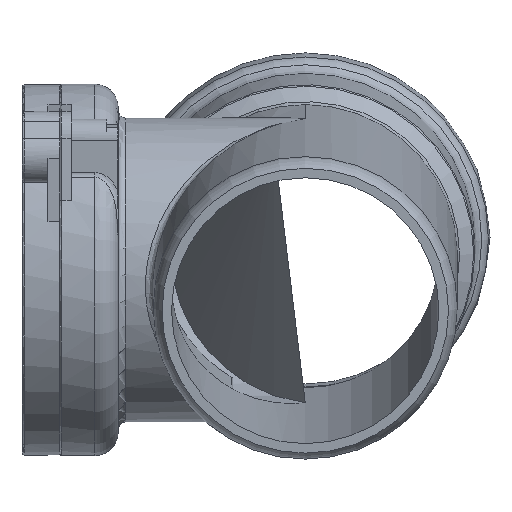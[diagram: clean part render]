
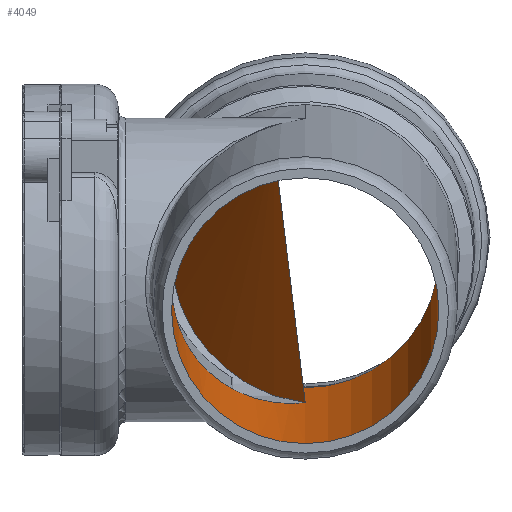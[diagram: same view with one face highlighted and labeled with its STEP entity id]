
A CAD part, front view. The second image highlights one B-rep face of the part: STEP entity #4049.
In plain terms, the highlighted cylindrical face has radius 34.3 mm (diameter 68.6 mm), a full revolution.
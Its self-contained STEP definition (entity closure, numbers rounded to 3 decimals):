
#95=ELLIPSE('',#4380,48.508,34.3);
#96=ELLIPSE('',#4381,48.508,34.3);
#213=CYLINDRICAL_SURFACE('',#4378,34.3);
#418=FACE_BOUND('',#818,.T.);
#419=FACE_BOUND('',#819,.T.);
#536=FACE_OUTER_BOUND('',#817,.T.);
#817=EDGE_LOOP('',(#3020));
#818=EDGE_LOOP('',(#3021,#3022));
#819=EDGE_LOOP('',(#3023));
#1509=CIRCLE('',#4376,34.3);
#1511=CIRCLE('',#4379,34.3);
#1803=VERTEX_POINT('',#6890);
#1805=VERTEX_POINT('',#6895);
#1806=VERTEX_POINT('',#6897);
#1807=VERTEX_POINT('',#6898);
#2259=EDGE_CURVE('',#1803,#1803,#1509,.T.);
#2261=EDGE_CURVE('',#1805,#1805,#1511,.T.);
#2262=EDGE_CURVE('',#1806,#1807,#95,.T.);
#2263=EDGE_CURVE('',#1807,#1806,#96,.T.);
#3020=ORIENTED_EDGE('',*,*,#2261,.F.);
#3021=ORIENTED_EDGE('',*,*,#2262,.F.);
#3022=ORIENTED_EDGE('',*,*,#2263,.F.);
#3023=ORIENTED_EDGE('',*,*,#2259,.F.);
#4049=ADVANCED_FACE('',(#536,#418,#419),#213,.F.);
#4376=AXIS2_PLACEMENT_3D('',#6891,#5072,#5073);
#4378=AXIS2_PLACEMENT_3D('',#6894,#5076,#5077);
#4379=AXIS2_PLACEMENT_3D('',#6896,#5078,#5079);
#4380=AXIS2_PLACEMENT_3D('',#6899,#5080,#5081);
#4381=AXIS2_PLACEMENT_3D('',#6900,#5082,#5083);
#5072=DIRECTION('center_axis',(0.,-1.,0.));
#5073=DIRECTION('ref_axis',(0.,0.,1.));
#5076=DIRECTION('center_axis',(0.,1.,0.));
#5077=DIRECTION('ref_axis',(1.,0.,0.));
#5078=DIRECTION('center_axis',(0.,1.,0.));
#5079=DIRECTION('ref_axis',(1.,0.,0.));
#5080=DIRECTION('center_axis',(0.707,0.707,0.));
#5081=DIRECTION('ref_axis',(0.707,-0.707,0.));
#5082=DIRECTION('center_axis',(0.707,-0.707,0.));
#5083=DIRECTION('ref_axis',(0.707,0.707,0.));
#6890=CARTESIAN_POINT('',(0.,133.686,-34.3));
#6891=CARTESIAN_POINT('Origin',(0.,133.686,0.));
#6894=CARTESIAN_POINT('Origin',(0.,0.,0.));
#6895=CARTESIAN_POINT('',(-34.3,0.,0.));
#6896=CARTESIAN_POINT('Origin',(0.,0.,0.));
#6897=CARTESIAN_POINT('',(0.,98.,-34.3));
#6898=CARTESIAN_POINT('',(0.,98.,34.3));
#6899=CARTESIAN_POINT('Origin',(0.,98.,0.));
#6900=CARTESIAN_POINT('Origin',(0.,98.,0.));
